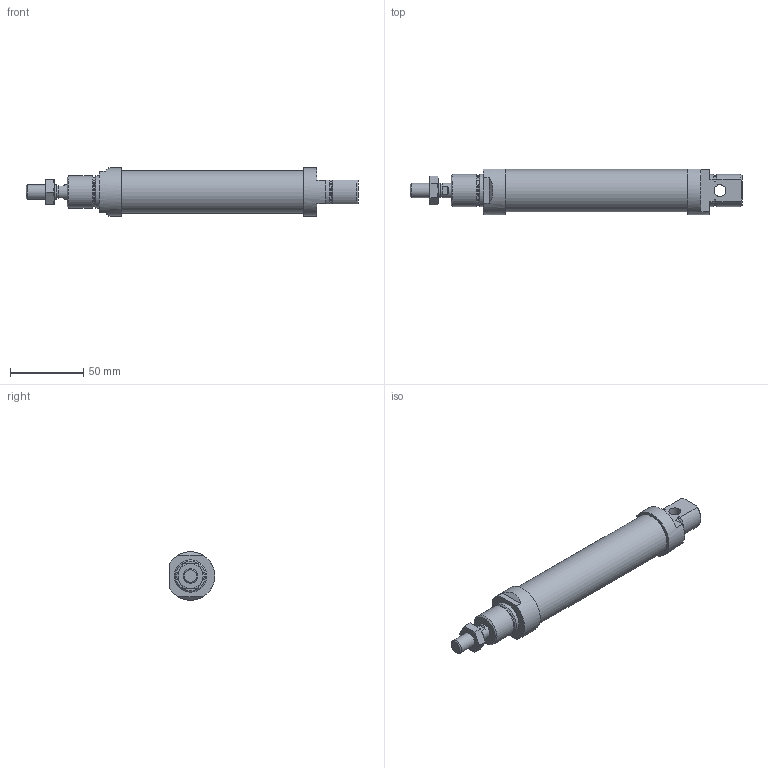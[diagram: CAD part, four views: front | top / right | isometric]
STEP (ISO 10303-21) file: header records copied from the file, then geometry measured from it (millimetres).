
FILE_DESCRIPTION(/* description */ ('Unknown'),/* implementation_level */ '2;1');
FILE_NAME(/* name */ '1271.25.50',/* time_stamp */ '2021-06-23T08:52:05-04:00',/* author */ ('Unknown'),/* organization */ ('Unknown'),/* preprocessor_version */ 'ST-DEVELOPER v16.7',/* originating_system */ 'Solid Edge',/* authorisation */ 'Unknown');
FILE_SCHEMA (('AUTOMOTIVE_DESIGN {1 0 10303 214 3 1 1}'));
Length unit declared in the file: millimetre
Products named in the file (6): 1271.25.50; _barrel_iso_6432_2506040; _fh_iso_6432_250; _rh_iso_6432_250; _rod_iso_6432_2506040; _n_iso_6432_25
Assembly tree (5 placements, depth 2):
  1271.25.50
    _barrel_iso_6432_2506040
    _fh_iso_6432_250
    _rh_iso_6432_250
    _rod_iso_6432_2506040
    _n_iso_6432_25
Bounding box: 226 x 31 x 32.96 mm (x, y, z)
Volume: 101582.6 mm3; surface area: 39279.4 mm2
Topology: 5 solids, 5 shells, 89 faces, 197 edges, 123 vertices
Faces by surface type: plane 41, cone 26, cylinder 22
Full cylindrical faces by diameter (mm): 8 x1, 8.566 x2, 8.647 x1, 8.8 x1, 10 x3, 20 x2, 20.3 x1, 22 x2, 29 x1
Entity records: 2518 total; most frequent: CARTESIAN_POINT 495, DIRECTION 404, ORIENTED_EDGE 344, AXIS2_PLACEMENT_3D 173, EDGE_CURVE 172, EDGE_LOOP 124, FACE_BOUND 124, VERTEX_POINT 120
